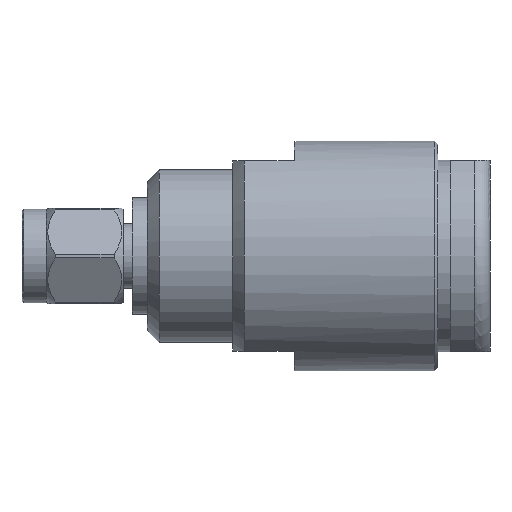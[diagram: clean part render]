
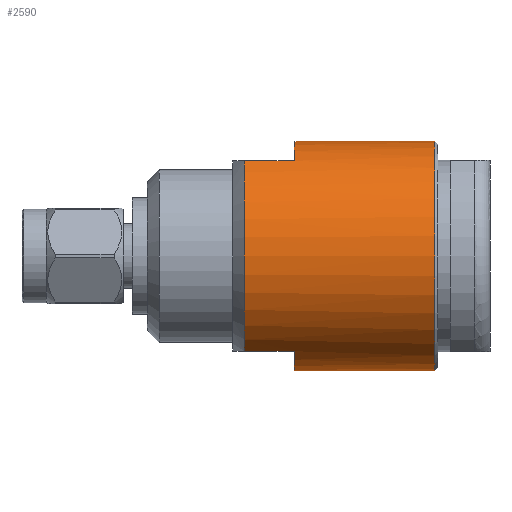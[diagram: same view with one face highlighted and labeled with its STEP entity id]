
A CAD part, front view. The second image highlights one B-rep face of the part: STEP entity #2590.
In plain terms, the highlighted cylindrical face has radius 9.531 mm (diameter 19.062 mm), a full revolution.
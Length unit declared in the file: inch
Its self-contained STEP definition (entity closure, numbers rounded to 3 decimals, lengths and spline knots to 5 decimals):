
#49 = EDGE_CURVE ( 'NONE', #309, #533, #3970, .T. ) ;
#64 = CARTESIAN_POINT ( 'NONE',  ( 1.35827, 0., 0. ) ) ;
#139 = EDGE_CURVE ( 'NONE', #533, #2519, #1234, .T. ) ;
#252 = DIRECTION ( 'NONE',  ( 1., 0., 0. ) ) ;
#281 = FACE_OUTER_BOUND ( 'NONE', #2698, .T. ) ;
#308 = DIRECTION ( 'NONE',  ( -1., 0., 0. ) ) ;
#309 = VERTEX_POINT ( 'NONE', #3787 ) ;
#331 = EDGE_CURVE ( 'NONE', #3357, #2098, #938, .T. ) ;
#366 = EDGE_CURVE ( 'NONE', #2401, #2707, #748, .T. ) ;
#389 = ORIENTED_EDGE ( 'NONE', *, *, #1153, .T. ) ;
#413 = DIRECTION ( 'NONE',  ( -1., 0., 0. ) ) ;
#419 = AXIS2_PLACEMENT_3D ( 'NONE', #64, #1288, #3551 ) ;
#533 = VERTEX_POINT ( 'NONE', #3174 ) ;
#655 = CIRCLE ( 'NONE', #1189, 0.37524 ) ;
#670 = DIRECTION ( 'NONE',  ( 1., 0., 0. ) ) ;
#687 = VECTOR ( 'NONE', #742, 39.37008 ) ;
#742 = DIRECTION ( 'NONE',  ( 1., 0., 0. ) ) ;
#748 = LINE ( 'NONE', #973, #3486 ) ;
#789 = ORIENTED_EDGE ( 'NONE', *, *, #366, .T. ) ;
#832 = CIRCLE ( 'NONE', #3699, 0.37524 ) ;
#847 = VECTOR ( 'NONE', #413, 39.37008 ) ;
#895 = CARTESIAN_POINT ( 'NONE',  ( 1.34827, 0., 0. ) ) ;
#938 = LINE ( 'NONE', #1945, #3782 ) ;
#973 = CARTESIAN_POINT ( 'NONE',  ( 1.35827, -0.20992, 0.31102 ) ) ;
#1087 = FACE_OUTER_BOUND ( 'NONE', #2748, .T. ) ;
#1149 = CARTESIAN_POINT ( 'NONE',  ( 0.88922, 0., 0. ) ) ;
#1153 = EDGE_CURVE ( 'NONE', #2519, #3357, #1861, .T. ) ;
#1161 = DIRECTION ( 'NONE',  ( 0., 0., -1. ) ) ;
#1189 = AXIS2_PLACEMENT_3D ( 'NONE', #2156, #1215, #3347 ) ;
#1215 = DIRECTION ( 'NONE',  ( 1., 0., 0. ) ) ;
#1234 = LINE ( 'NONE', #1290, #847 ) ;
#1244 = DIRECTION ( 'NONE',  ( 0., 0., -1. ) ) ;
#1288 = DIRECTION ( 'NONE',  ( 1., 0., 0. ) ) ;
#1290 = CARTESIAN_POINT ( 'NONE',  ( 1.35827, 0.20992, -0.31102 ) ) ;
#1311 = CARTESIAN_POINT ( 'NONE',  ( 1.34827, 0., -0.37524 ) ) ;
#1341 = VERTEX_POINT ( 'NONE', #3352 ) ;
#1404 = AXIS2_PLACEMENT_3D ( 'NONE', #2689, #2986, #1161 ) ;
#1435 = EDGE_CURVE ( 'NONE', #2707, #1341, #1814, .T. ) ;
#1814 = CIRCLE ( 'NONE', #1404, 0.37524 ) ;
#1860 = CARTESIAN_POINT ( 'NONE',  ( 0.72625, 0.20992, 0.31102 ) ) ;
#1861 = CIRCLE ( 'NONE', #3538, 0.37524 ) ;
#1945 = CARTESIAN_POINT ( 'NONE',  ( 1.35827, 0.20992, 0.31102 ) ) ;
#1967 = ORIENTED_EDGE ( 'NONE', *, *, #331, .T. ) ;
#2098 = VERTEX_POINT ( 'NONE', #3491 ) ;
#2102 = DIRECTION ( 'NONE',  ( 0., 0., 1. ) ) ;
#2156 = CARTESIAN_POINT ( 'NONE',  ( 0.88922, 0., 0. ) ) ;
#2279 = CARTESIAN_POINT ( 'NONE',  ( 1.35827, -0.20992, -0.31102 ) ) ;
#2393 = EDGE_CURVE ( 'NONE', #2098, #2401, #655, .T. ) ;
#2401 = VERTEX_POINT ( 'NONE', #3033 ) ;
#2519 = VERTEX_POINT ( 'NONE', #3758 ) ;
#2524 = CYLINDRICAL_SURFACE ( 'NONE', #419, 0.37524 ) ;
#2542 = VERTEX_POINT ( 'NONE', #1311 ) ;
#2590 = ADVANCED_FACE ( 'NONE', ( #1087, #281 ), #2524, .T. ) ;
#2620 = LINE ( 'NONE', #2279, #687 ) ;
#2689 = CARTESIAN_POINT ( 'NONE',  ( 0.72625, 0., 0. ) ) ;
#2698 = EDGE_LOOP ( 'NONE', ( #3170, #789, #3836, #3299, #3220, #3121, #389, #1967 ) ) ;
#2707 = VERTEX_POINT ( 'NONE', #3329 ) ;
#2748 = EDGE_LOOP ( 'NONE', ( #2840 ) ) ;
#2822 = EDGE_CURVE ( 'NONE', #2542, #2542, #832, .T. ) ;
#2837 = CARTESIAN_POINT ( 'NONE',  ( 0.72625, 0., 0. ) ) ;
#2840 = ORIENTED_EDGE ( 'NONE', *, *, #2822, .T. ) ;
#2986 = DIRECTION ( 'NONE',  ( 1., 0., 0. ) ) ;
#3033 = CARTESIAN_POINT ( 'NONE',  ( 0.88922, -0.20992, 0.31102 ) ) ;
#3072 = DIRECTION ( 'NONE',  ( 1., 0., 0. ) ) ;
#3116 = EDGE_CURVE ( 'NONE', #1341, #309, #2620, .T. ) ;
#3121 = ORIENTED_EDGE ( 'NONE', *, *, #139, .T. ) ;
#3170 = ORIENTED_EDGE ( 'NONE', *, *, #2393, .T. ) ;
#3174 = CARTESIAN_POINT ( 'NONE',  ( 0.88922, 0.20992, -0.31102 ) ) ;
#3220 = ORIENTED_EDGE ( 'NONE', *, *, #49, .T. ) ;
#3299 = ORIENTED_EDGE ( 'NONE', *, *, #3116, .T. ) ;
#3329 = CARTESIAN_POINT ( 'NONE',  ( 0.72625, -0.20992, 0.31102 ) ) ;
#3347 = DIRECTION ( 'NONE',  ( 0., 0., 1. ) ) ;
#3352 = CARTESIAN_POINT ( 'NONE',  ( 0.72625, -0.20992, -0.31102 ) ) ;
#3357 = VERTEX_POINT ( 'NONE', #1860 ) ;
#3486 = VECTOR ( 'NONE', #3567, 39.37008 ) ;
#3491 = CARTESIAN_POINT ( 'NONE',  ( 0.88922, 0.20992, 0.31102 ) ) ;
#3538 = AXIS2_PLACEMENT_3D ( 'NONE', #2837, #3072, #1244 ) ;
#3551 = DIRECTION ( 'NONE',  ( 0., 0., -1. ) ) ;
#3564 = AXIS2_PLACEMENT_3D ( 'NONE', #1149, #252, #2102 ) ;
#3567 = DIRECTION ( 'NONE',  ( -1., 0., 0. ) ) ;
#3666 = DIRECTION ( 'NONE',  ( 0., 0., -1. ) ) ;
#3699 = AXIS2_PLACEMENT_3D ( 'NONE', #895, #308, #3666 ) ;
#3758 = CARTESIAN_POINT ( 'NONE',  ( 0.72625, 0.20992, -0.31102 ) ) ;
#3782 = VECTOR ( 'NONE', #670, 39.37008 ) ;
#3787 = CARTESIAN_POINT ( 'NONE',  ( 0.88922, -0.20992, -0.31102 ) ) ;
#3836 = ORIENTED_EDGE ( 'NONE', *, *, #1435, .T. ) ;
#3970 = CIRCLE ( 'NONE', #3564, 0.37524 ) ;
